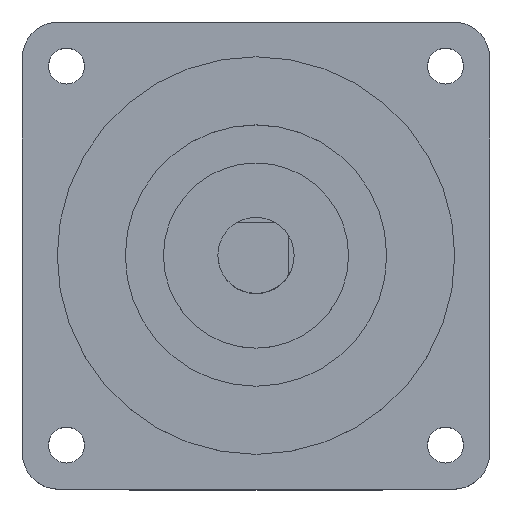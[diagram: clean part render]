
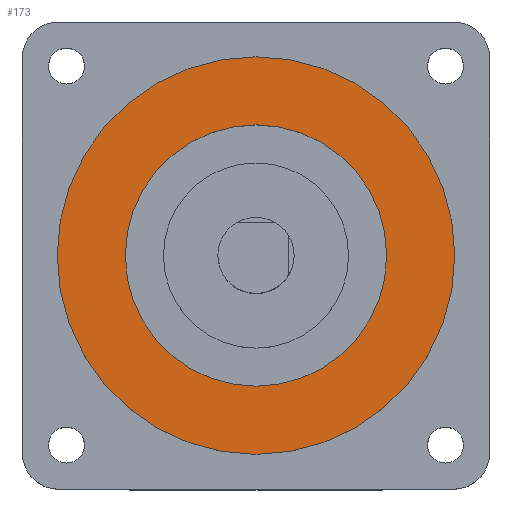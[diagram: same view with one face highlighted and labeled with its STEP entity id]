
A CAD part, top view. The second image highlights one B-rep face of the part: STEP entity #173.
In plain terms, the highlighted planar face has unit normal (0, 0, 1).
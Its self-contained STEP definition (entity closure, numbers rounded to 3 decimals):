
#70 = EDGE_CURVE ( 'NONE', #534, #535, #300, .T. ) ;
#73 = EDGE_CURVE ( 'NONE', #536, #537, #303, .T. ) ;
#146 = EDGE_CURVE ( 'NONE', #537, #536, #825, .T. ) ;
#147 = EDGE_CURVE ( 'NONE', #535, #534, #822, .T. ) ;
#173 = ADVANCED_FACE ( 'NONE', ( #3153, #3154 ), #2082, .T. ) ;
#300 = CIRCLE ( 'NONE', #301, 24. ) ;
#301 = AXIS2_PLACEMENT_3D ( 'NONE', #1835, #1836, #1837 ) ;
#303 = CIRCLE ( 'NONE', #305, 36.51 ) ;
#305 = AXIS2_PLACEMENT_3D ( 'NONE', #1842, #1843, #1844 ) ;
#381 = EDGE_LOOP ( 'NONE', ( #2477, #2479 ) ) ;
#382 = EDGE_LOOP ( 'NONE', ( #2475, #2480 ) ) ;
#534 = VERTEX_POINT ( 'NONE', #2289 ) ;
#535 = VERTEX_POINT ( 'NONE', #2290 ) ;
#536 = VERTEX_POINT ( 'NONE', #2291 ) ;
#537 = VERTEX_POINT ( 'NONE', #2292 ) ;
#822 = CIRCLE ( 'NONE', #3759, 24. ) ;
#825 = CIRCLE ( 'NONE', #3757, 36.51 ) ;
#1835 = CARTESIAN_POINT ( 'NONE',  ( 0., 0., 2. ) ) ;
#1836 = DIRECTION ( 'NONE',  ( 0., 0., 1. ) ) ;
#1837 = DIRECTION ( 'NONE',  ( 1., 0., 0. ) ) ;
#1842 = CARTESIAN_POINT ( 'NONE',  ( 0., 0., 2. ) ) ;
#1843 = DIRECTION ( 'NONE',  ( 0., 0., 1. ) ) ;
#1844 = DIRECTION ( 'NONE',  ( 1., 0., 0. ) ) ;
#2013 = CARTESIAN_POINT ( 'NONE',  ( 0., 0., 2. ) ) ;
#2014 = DIRECTION ( 'NONE',  ( 0., 0., 1. ) ) ;
#2015 = DIRECTION ( 'NONE',  ( 1., 0., 0. ) ) ;
#2016 = CARTESIAN_POINT ( 'NONE',  ( 0., 0., 2. ) ) ;
#2017 = DIRECTION ( 'NONE',  ( 0., 0., 1. ) ) ;
#2018 = DIRECTION ( 'NONE',  ( 1., 0., 0. ) ) ;
#2082 = PLANE ( 'NONE',  #3789 ) ;
#2083 = CARTESIAN_POINT ( 'NONE',  ( 0., 0., 2. ) ) ;
#2084 = DIRECTION ( 'NONE',  ( 0., 0., 1. ) ) ;
#2085 = DIRECTION ( 'NONE',  ( 1., 0., 0. ) ) ;
#2289 = CARTESIAN_POINT ( 'NONE',  ( -24., 0., 2. ) ) ;
#2290 = CARTESIAN_POINT ( 'NONE',  ( 24., 0., 2. ) ) ;
#2291 = CARTESIAN_POINT ( 'NONE',  ( 36.51, 0., 2. ) ) ;
#2292 = CARTESIAN_POINT ( 'NONE',  ( -36.51, 0., 2. ) ) ;
#2475 = ORIENTED_EDGE ( 'NONE', *, *, #146, .T. ) ;
#2477 = ORIENTED_EDGE ( 'NONE', *, *, #147, .F. ) ;
#2479 = ORIENTED_EDGE ( 'NONE', *, *, #70, .F. ) ;
#2480 = ORIENTED_EDGE ( 'NONE', *, *, #73, .T. ) ;
#3153 = FACE_BOUND ( 'NONE', #381, .T. ) ;
#3154 = FACE_OUTER_BOUND ( 'NONE', #382, .T. ) ;
#3757 = AXIS2_PLACEMENT_3D ( 'NONE', #2013, #2014, #2015 ) ;
#3759 = AXIS2_PLACEMENT_3D ( 'NONE', #2016, #2017, #2018 ) ;
#3789 = AXIS2_PLACEMENT_3D ( 'NONE', #2083, #2084, #2085 ) ;
